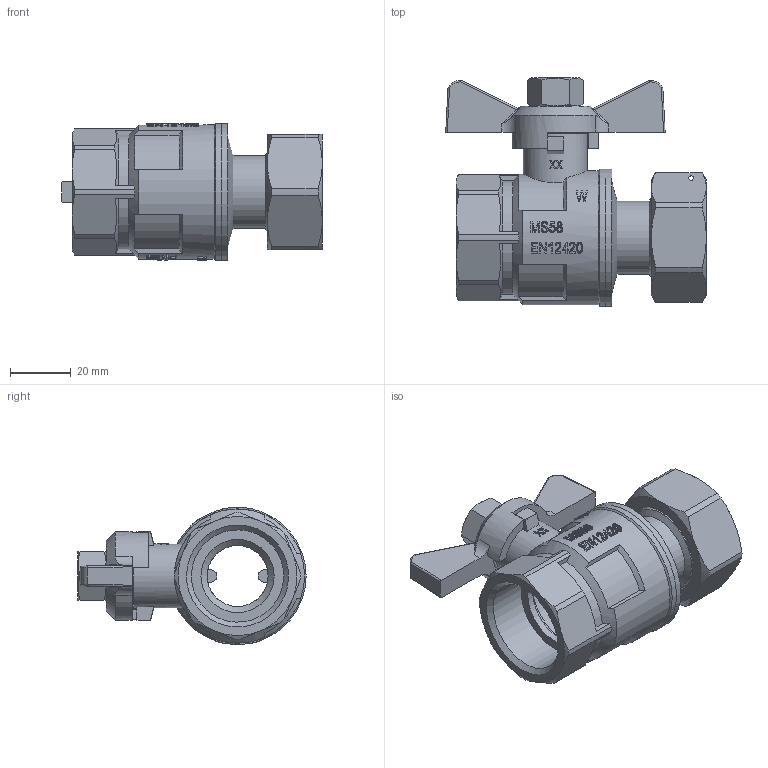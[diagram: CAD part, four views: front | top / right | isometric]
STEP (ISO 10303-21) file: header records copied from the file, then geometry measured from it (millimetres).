
FILE_DESCRIPTION(/* description */ ('Unknown'),/* implementation_level */ '2;1');
FILE_NAME(/* name */ '708-66',/* time_stamp */ '2022-06-30T13:31:13+02:00',/* author */ ('Unknown'),/* organization */ ('Unknown'),/* preprocessor_version */ 'ST-DEVELOPER v16.7',/* originating_system */ 'Solid Edge',/* authorisation */ 'Unknown');
FILE_SCHEMA (('AP242_MANAGED_MODEL_BASED_3D_ENGINEERING_MIM_LF { 1 0 10303 442 1 1 4 }','AUTOMOTIVE_DESIGN {1 0 10303 214 3 1 1}'));
Length unit declared in the file: millimetre
Products named in the file (13): 708-66-ø24_aktuell; 708-1-Kvrper-co_oa_0; Verschraubung; Gehduse; 724-66-Zusammenbau; _berwurfmutter; Speerring; Dichtung; 1; 708-1-Spindel-co_oa_1; Mutter; Spindel; Stopfbuchse
Assembly tree (12 placements, depth 4):
  708-66-ø24_aktuell
    708-1-Kvrper-co_oa_0
      Verschraubung
      Gehduse
      724-66-Zusammenbau
        _berwurfmutter
        Speerring
        Dichtung
    1
    708-1-Spindel-co_oa_1
      Mutter
      Spindel
      Stopfbuchse
Bounding box: 85.5 x 74.9 x 45 mm (x, y, z)
Volume: 56634.7 mm3; surface area: 38416.8 mm2
Topology: 9 solids, 9 shells, 1173 faces, 3262 edges, 2155 vertices
Faces by surface type: plane 964, cylinder 120, cone 65, bspline 14, sphere 8, torus 2
Full cylindrical faces by diameter (mm): 1.5 x1, 8.5 x1, 8.9 x1, 12 x2, 12.1 x1, 12.5 x1, 14 x1, 14.5 x1, 16 x1, 16.376 x1, 18 x1, 20 x1, 21 x1, 22 x1, 22.5 x1, 24 x2, 28 x1, 30.2 x1, 30.291 x2, 30.3 x2, 30.5 x1, 32 x2, 32.3 x1, 37.5 x1, 39 x1, 40.5 x1, 44 x1, 45 x2
Entity records: 42066 total; most frequent: CARTESIAN_POINT 10660, DIRECTION 7145, ORIENTED_EDGE 6342, EDGE_CURVE 3171, AXIS2_PLACEMENT_3D 2950, VERTEX_POINT 2128, ELLIPSE 1386, EDGE_LOOP 1303
